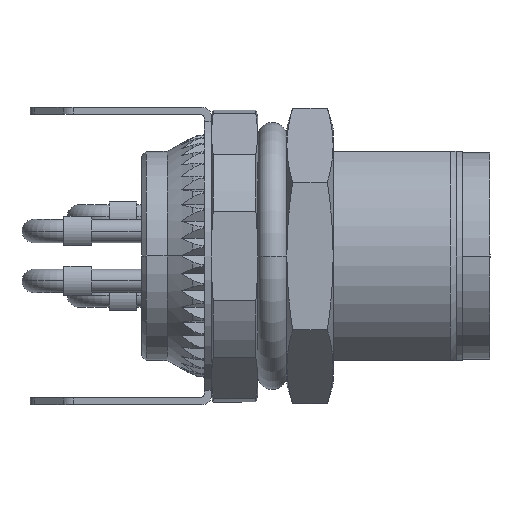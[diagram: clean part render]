
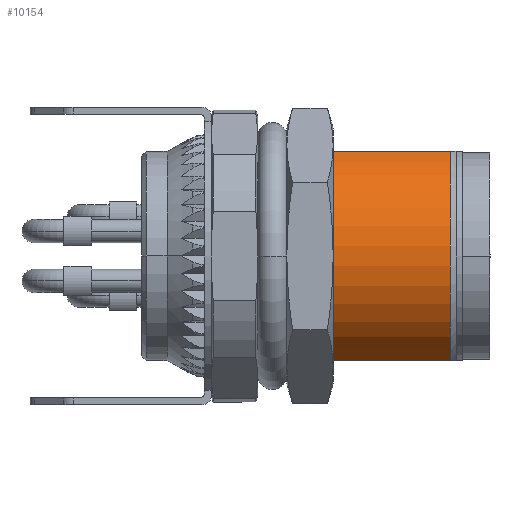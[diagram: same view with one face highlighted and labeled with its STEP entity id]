
A CAD part, front view. The second image highlights one B-rep face of the part: STEP entity #10154.
In plain terms, the highlighted cylindrical face has radius 5 mm (diameter 10 mm), a partial arc.
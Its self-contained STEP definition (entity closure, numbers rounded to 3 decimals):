
#1891=CARTESIAN_POINT('',(-6.75,0.,0.));
#1892=DIRECTION('',(-1.,0.,0.));
#1893=DIRECTION('',(0.,-0.436,-0.9));
#1894=AXIS2_PLACEMENT_3D('',#1891,#1892,#1893);
#2092=CARTESIAN_POINT('',(-1.712,-2.179,
-4.5));
#2106=DIRECTION('',(-1.,0.,0.));
#2107=VECTOR('',#2106,5.038);
#2108=CARTESIAN_POINT('',(-1.712,-2.179,
-4.5));
#2109=LINE('',#2108,#2107);
#2110=DIRECTION('',(1.,0.,0.));
#2111=VECTOR('',#2110,5.038);
#2112=CARTESIAN_POINT('',(-6.75,-2.179,4.5));
#2113=LINE('',#2112,#2111);
#2114=CARTESIAN_POINT('',(-1.712,0.,
0.));
#2115=DIRECTION('',(-1.,0.,0.));
#2116=DIRECTION('',(0.,-0.436,-0.9));
#2117=AXIS2_PLACEMENT_3D('',#2114,#2115,#2116);
#8103=CARTESIAN_POINT('',(-6.75,-2.179,4.5));
#8104=VERTEX_POINT('',#8103);
#8105=CARTESIAN_POINT('',(-6.75,-2.179,-4.5));
#8106=VERTEX_POINT('',#8105);
#8134=VERTEX_POINT('',#2092);
#8135=CARTESIAN_POINT('',(-1.712,-2.179,
4.5));
#8136=VERTEX_POINT('',#8135);
#10141=CARTESIAN_POINT('',(-6.851,0.,0.));
#10142=DIRECTION('',(1.,0.,0.));
#10143=DIRECTION('',(0.,0.,1.));
#10144=AXIS2_PLACEMENT_3D('',#10141,#10142,#10143);
#10145=CYLINDRICAL_SURFACE('',#10144,5.);
#10147=ORIENTED_EDGE('',*,*,#10146,.F.);
#10148=ORIENTED_EDGE('',*,*,#10121,.T.);
#10149=ORIENTED_EDGE('',*,*,#9891,.T.);
#10151=ORIENTED_EDGE('',*,*,#10150,.T.);
#10152=EDGE_LOOP('',(#10147,#10148,#10149,#10151));
#10153=FACE_OUTER_BOUND('',#10152,.F.);
#10154=ADVANCED_FACE('',(#10153),#10145,.T.);
#1895=CIRCLE('',#1894,5.);
#2118=CIRCLE('',#2117,5.);
#9891=EDGE_CURVE('',#8106,#8104,#1895,.T.);
#10121=EDGE_CURVE('',#8134,#8106,#2109,.T.);
#10146=EDGE_CURVE('',#8134,#8136,#2118,.T.);
#10150=EDGE_CURVE('',#8104,#8136,#2113,.T.);
